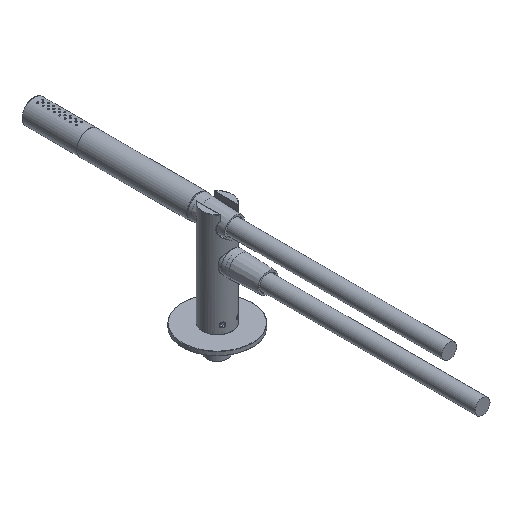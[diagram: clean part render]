
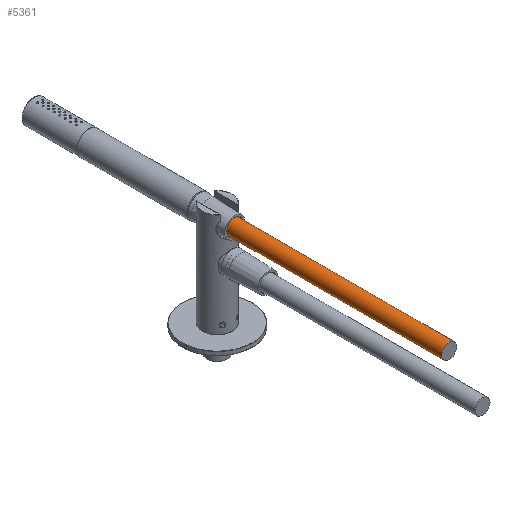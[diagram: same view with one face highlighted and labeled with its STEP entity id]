
A CAD part, isometric view. The second image highlights one B-rep face of the part: STEP entity #5361.
In plain terms, the highlighted cylindrical face has radius 7.5 mm (diameter 15 mm), a full revolution.
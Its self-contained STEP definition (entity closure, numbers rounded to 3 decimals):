
#302=CYLINDRICAL_SURFACE('',#7256,7.5);
#493=CIRCLE('',#7255,7.5);
#494=CIRCLE('',#7257,7.5);
#1635=ORIENTED_EDGE('',*,*,#2772,.F.);
#1636=ORIENTED_EDGE('',*,*,#2773,.T.);
#2772=EDGE_CURVE('',#3395,#3395,#493,.T.);
#2773=EDGE_CURVE('',#3396,#3396,#494,.T.);
#3395=VERTEX_POINT('',#11429);
#3396=VERTEX_POINT('',#11432);
#4135=EDGE_LOOP('',(#1635));
#4136=EDGE_LOOP('',(#1636));
#4783=FACE_BOUND('',#4135,.T.);
#4784=FACE_BOUND('',#4136,.T.);
#5361=ADVANCED_FACE('',(#4783,#4784),#302,.T.);
#7255=AXIS2_PLACEMENT_3D('',#11428,#8218,#8219);
#7256=AXIS2_PLACEMENT_3D('',#11430,#8220,#8221);
#7257=AXIS2_PLACEMENT_3D('',#11431,#8222,#8223);
#8218=DIRECTION('',(0.,-1.,0.));
#8219=DIRECTION('',(0.,0.,-1.));
#8220=DIRECTION('',(0.,-1.,0.));
#8221=DIRECTION('',(0.,0.,-1.));
#8222=DIRECTION('',(0.,-1.,0.));
#8223=DIRECTION('',(0.,0.,-1.));
#11428=CARTESIAN_POINT('',(0.,0.,0.));
#11429=CARTESIAN_POINT('',(0.,0.,-7.5));
#11430=CARTESIAN_POINT('',(0.,0.,0.));
#11431=CARTESIAN_POINT('',(0.,215.5,0.));
#11432=CARTESIAN_POINT('',(0.,215.5,-7.5));
